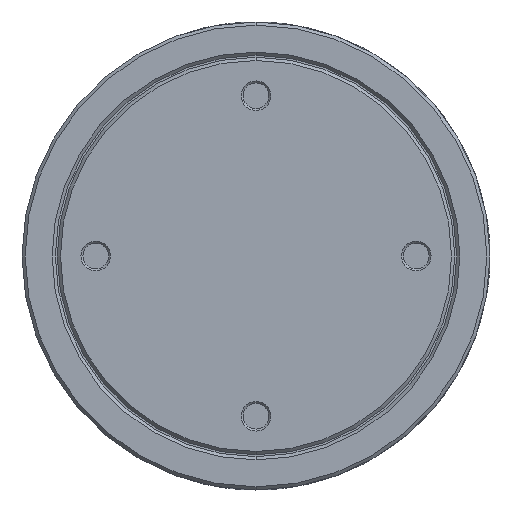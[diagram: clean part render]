
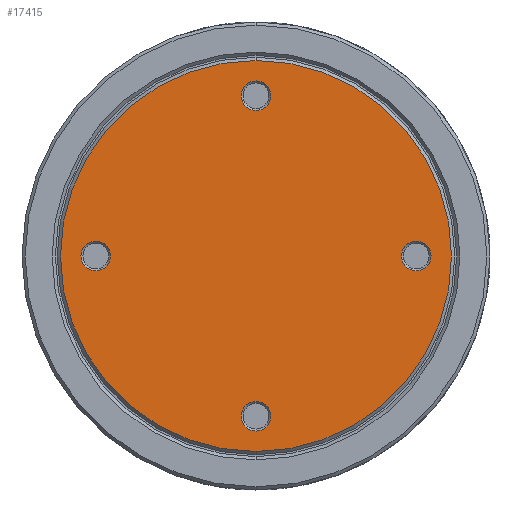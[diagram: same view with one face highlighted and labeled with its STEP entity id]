
A CAD part, front view. The second image highlights one B-rep face of the part: STEP entity #17415.
In plain terms, the highlighted planar face has unit normal (0, -1, 0).
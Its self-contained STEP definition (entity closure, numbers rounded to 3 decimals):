
#10 = FACE_BOUND ( 'NONE', #4755, .T. ) ;
#142 = DIRECTION ( 'NONE',  ( 0., 0., 1. ) ) ;
#857 = EDGE_CURVE ( 'NONE', #6961, #19608, #10578, .T. ) ;
#1224 = PLANE ( 'NONE',  #17737 ) ;
#1274 = CARTESIAN_POINT ( 'NONE',  ( 0., -0.5, 30.5 ) ) ;
#1757 = DIRECTION ( 'NONE',  ( 0., 1., 0. ) ) ;
#1932 = ORIENTED_EDGE ( 'NONE', *, *, #13409, .T. ) ;
#1961 = ORIENTED_EDGE ( 'NONE', *, *, #16588, .T. ) ;
#2053 = DIRECTION ( 'NONE',  ( 0., 1., 0. ) ) ;
#2977 = DIRECTION ( 'NONE',  ( 0., 0., 1. ) ) ;
#3548 = FACE_BOUND ( 'NONE', #20494, .T. ) ;
#3643 = CARTESIAN_POINT ( 'NONE',  ( 25., -0.5, -2.3 ) ) ;
#4067 = VERTEX_POINT ( 'NONE', #8005 ) ;
#4220 = DIRECTION ( 'NONE',  ( 0., -1., 0. ) ) ;
#4528 = DIRECTION ( 'NONE',  ( 0., 1., 0. ) ) ;
#4638 = ORIENTED_EDGE ( 'NONE', *, *, #18914, .T. ) ;
#4755 = EDGE_LOOP ( 'NONE', ( #8983, #5464 ) ) ;
#4921 = CIRCLE ( 'NONE', #16225, 2.3 ) ;
#4962 = CARTESIAN_POINT ( 'NONE',  ( 0., -0.5, 0. ) ) ;
#5464 = ORIENTED_EDGE ( 'NONE', *, *, #11594, .T. ) ;
#5655 = ORIENTED_EDGE ( 'NONE', *, *, #12117, .T. ) ;
#6224 = AXIS2_PLACEMENT_3D ( 'NONE', #4962, #17156, #6719 ) ;
#6371 = CARTESIAN_POINT ( 'NONE',  ( 0., -0.5, 0. ) ) ;
#6398 = CARTESIAN_POINT ( 'NONE',  ( -25., -0.5, -2.3 ) ) ;
#6446 = AXIS2_PLACEMENT_3D ( 'NONE', #15010, #4528, #16743 ) ;
#6503 = DIRECTION ( 'NONE',  ( 0., 1., 0. ) ) ;
#6686 = EDGE_LOOP ( 'NONE', ( #5655, #8346 ) ) ;
#6719 = DIRECTION ( 'NONE',  ( 0., 0., 1. ) ) ;
#6952 = DIRECTION ( 'NONE',  ( 0., 1., 0. ) ) ;
#6961 = VERTEX_POINT ( 'NONE', #11076 ) ;
#6977 = VERTEX_POINT ( 'NONE', #14610 ) ;
#7399 = CIRCLE ( 'NONE', #6224, 30.5 ) ;
#7486 = CARTESIAN_POINT ( 'NONE',  ( -25., -0.5, 0. ) ) ;
#7631 = CIRCLE ( 'NONE', #8966, 2.3 ) ;
#8005 = CARTESIAN_POINT ( 'NONE',  ( 0., -0.5, -22.7 ) ) ;
#8080 = ORIENTED_EDGE ( 'NONE', *, *, #18055, .T. ) ;
#8202 = AXIS2_PLACEMENT_3D ( 'NONE', #21072, #10606, #142 ) ;
#8249 = FACE_BOUND ( 'NONE', #15209, .T. ) ;
#8346 = ORIENTED_EDGE ( 'NONE', *, *, #13875, .T. ) ;
#8490 = CIRCLE ( 'NONE', #16315, 30.5 ) ;
#8966 = AXIS2_PLACEMENT_3D ( 'NONE', #12237, #1757, #13997 ) ;
#8983 = ORIENTED_EDGE ( 'NONE', *, *, #15339, .T. ) ;
#9233 = DIRECTION ( 'NONE',  ( 0., 0., 1. ) ) ;
#9395 = AXIS2_PLACEMENT_3D ( 'NONE', #12535, #2053, #14301 ) ;
#9578 = CARTESIAN_POINT ( 'NONE',  ( 0., -0.5, -25. ) ) ;
#10578 = CIRCLE ( 'NONE', #9395, 2.3 ) ;
#10606 = DIRECTION ( 'NONE',  ( 0., 1., 0. ) ) ;
#10848 = ORIENTED_EDGE ( 'NONE', *, *, #18871, .T. ) ;
#11076 = CARTESIAN_POINT ( 'NONE',  ( 0., -0.5, 27.3 ) ) ;
#11236 = CIRCLE ( 'NONE', #20943, 2.3 ) ;
#11310 = DIRECTION ( 'NONE',  ( 0., 0., 1. ) ) ;
#11594 = EDGE_CURVE ( 'NONE', #6977, #16269, #14520, .T. ) ;
#12117 = EDGE_CURVE ( 'NONE', #16928, #15982, #19400, .T. ) ;
#12237 = CARTESIAN_POINT ( 'NONE',  ( 25., -0.5, 0. ) ) ;
#12412 = AXIS2_PLACEMENT_3D ( 'NONE', #7486, #19660, #9233 ) ;
#12535 = CARTESIAN_POINT ( 'NONE',  ( 0., -0.5, 25. ) ) ;
#12556 = CIRCLE ( 'NONE', #22186, 2.3 ) ;
#13409 = EDGE_CURVE ( 'NONE', #19608, #6961, #4921, .T. ) ;
#13472 = DIRECTION ( 'NONE',  ( 0., 1., 0. ) ) ;
#13875 = EDGE_CURVE ( 'NONE', #15982, #16928, #19637, .T. ) ;
#13997 = DIRECTION ( 'NONE',  ( 0., 0., 1. ) ) ;
#14301 = DIRECTION ( 'NONE',  ( 0., 0., 1. ) ) ;
#14520 = CIRCLE ( 'NONE', #8202, 2.3 ) ;
#14610 = CARTESIAN_POINT ( 'NONE',  ( 25., -0.5, 2.3 ) ) ;
#14689 = CARTESIAN_POINT ( 'NONE',  ( 0., -0.5, 0. ) ) ;
#15010 = CARTESIAN_POINT ( 'NONE',  ( -25., -0.5, 0. ) ) ;
#15209 = EDGE_LOOP ( 'NONE', ( #1961, #4638 ) ) ;
#15339 = EDGE_CURVE ( 'NONE', #16269, #6977, #7631, .T. ) ;
#15605 = CARTESIAN_POINT ( 'NONE',  ( 0., -0.5, -27.3 ) ) ;
#15727 = ORIENTED_EDGE ( 'NONE', *, *, #857, .T. ) ;
#15865 = VERTEX_POINT ( 'NONE', #18404 ) ;
#15982 = VERTEX_POINT ( 'NONE', #20378 ) ;
#16225 = AXIS2_PLACEMENT_3D ( 'NONE', #16946, #6503, #18691 ) ;
#16269 = VERTEX_POINT ( 'NONE', #3643 ) ;
#16315 = AXIS2_PLACEMENT_3D ( 'NONE', #14689, #4220, #16430 ) ;
#16430 = DIRECTION ( 'NONE',  ( 0., 0., 1. ) ) ;
#16588 = EDGE_CURVE ( 'NONE', #17198, #4067, #11236, .T. ) ;
#16743 = DIRECTION ( 'NONE',  ( 0., 0., 1. ) ) ;
#16853 = CARTESIAN_POINT ( 'NONE',  ( 0., -0.5, 22.7 ) ) ;
#16928 = VERTEX_POINT ( 'NONE', #6398 ) ;
#16946 = CARTESIAN_POINT ( 'NONE',  ( 0., -0.5, 25. ) ) ;
#17156 = DIRECTION ( 'NONE',  ( 0., -1., 0. ) ) ;
#17198 = VERTEX_POINT ( 'NONE', #15605 ) ;
#17378 = CARTESIAN_POINT ( 'NONE',  ( 0., -0.5, -25. ) ) ;
#17415 = ADVANCED_FACE ( 'NONE', ( #10, #8249, #17489, #3548, #21604 ), #1224, .F. ) ;
#17489 = FACE_BOUND ( 'NONE', #6686, .T. ) ;
#17737 = AXIS2_PLACEMENT_3D ( 'NONE', #6371, #13472, #2977 ) ;
#18055 = EDGE_CURVE ( 'NONE', #19704, #15865, #7399, .T. ) ;
#18404 = CARTESIAN_POINT ( 'NONE',  ( 0., -0.5, -30.5 ) ) ;
#18691 = DIRECTION ( 'NONE',  ( 0., 0., 1. ) ) ;
#18871 = EDGE_CURVE ( 'NONE', #15865, #19704, #8490, .T. ) ;
#18914 = EDGE_CURVE ( 'NONE', #4067, #17198, #12556, .T. ) ;
#19140 = DIRECTION ( 'NONE',  ( 0., 0., 1. ) ) ;
#19391 = EDGE_LOOP ( 'NONE', ( #8080, #10848 ) ) ;
#19400 = CIRCLE ( 'NONE', #12412, 2.3 ) ;
#19608 = VERTEX_POINT ( 'NONE', #16853 ) ;
#19637 = CIRCLE ( 'NONE', #6446, 2.3 ) ;
#19660 = DIRECTION ( 'NONE',  ( 0., 1., 0. ) ) ;
#19704 = VERTEX_POINT ( 'NONE', #1274 ) ;
#20378 = CARTESIAN_POINT ( 'NONE',  ( -25., -0.5, 2.3 ) ) ;
#20494 = EDGE_LOOP ( 'NONE', ( #1932, #15727 ) ) ;
#20943 = AXIS2_PLACEMENT_3D ( 'NONE', #17378, #6952, #19140 ) ;
#21072 = CARTESIAN_POINT ( 'NONE',  ( 25., -0.5, 0. ) ) ;
#21604 = FACE_OUTER_BOUND ( 'NONE', #19391, .T. ) ;
#21777 = DIRECTION ( 'NONE',  ( 0., 1., 0. ) ) ;
#22186 = AXIS2_PLACEMENT_3D ( 'NONE', #9578, #21777, #11310 ) ;
